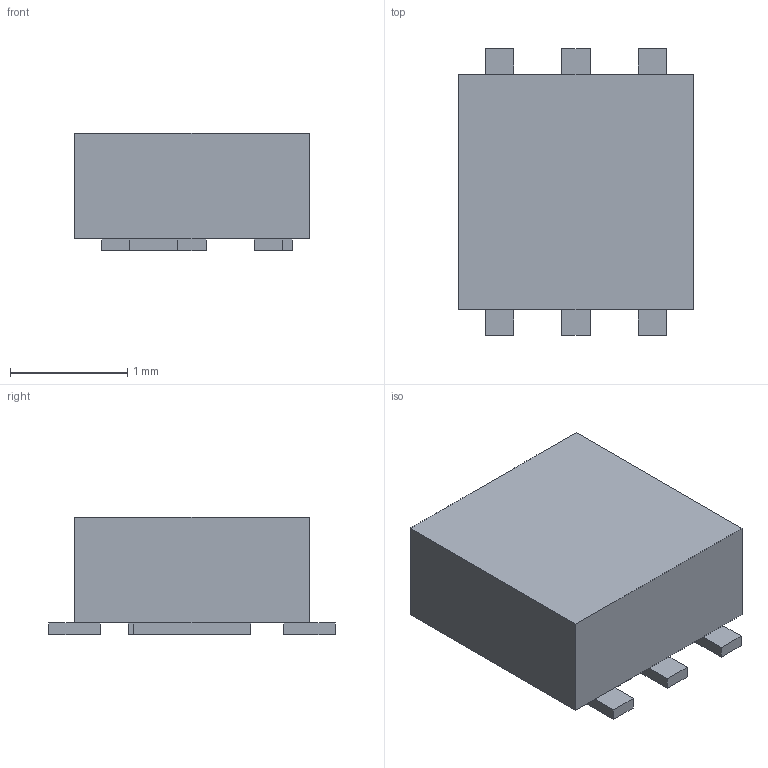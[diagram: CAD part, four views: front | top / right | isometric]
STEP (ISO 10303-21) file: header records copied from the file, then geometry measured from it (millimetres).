
FILE_DESCRIPTION(('FreeCAD Model'),'2;1');
FILE_NAME('18575817.1.3.stp','2023-09-02T04:24:54',( 'Author'),(''),'Open CASCADE STEP processor 6.9','FreeCAD','Unknown' );
FILE_SCHEMA(('AUTOMOTIVE_DESIGN { 1 0 10303 214 1 1 1 1 }'));
Length unit declared in the file: millimetre
Products named in the file (3): ASSEMBLY; Body; Pins
Assembly tree (2 placements, depth 2):
  ASSEMBLY
    Body
    Pins
Bounding box: 2 x 2.44 x 1 mm (x, y, z)
Volume: 3.8 mm3; surface area: 19.9 mm2
Topology: 9 solids, 9 shells, 54 faces, 108 edges, 72 vertices
Faces by surface type: plane 54
Entity records: 2891 total; most frequent: CARTESIAN_POINT 453, DIRECTION 438, LINE 324, VECTOR 324, ORIENTED_EDGE 216, PCURVE 216, DEFINITIONAL_REPRESENTATION 216, EDGE_CURVE 108
